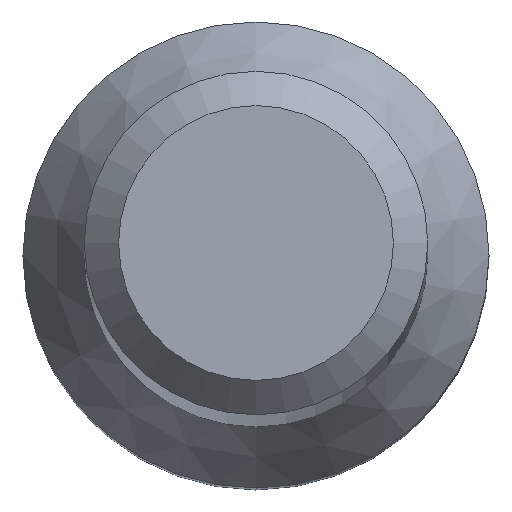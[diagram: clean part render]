
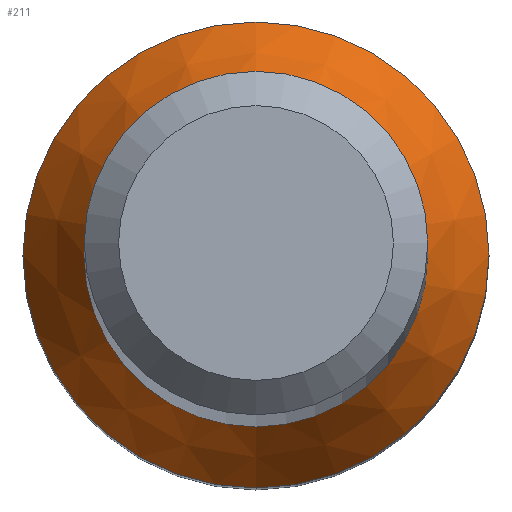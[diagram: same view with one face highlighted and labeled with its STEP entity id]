
A CAD part, top view. The second image highlights one B-rep face of the part: STEP entity #211.
In plain terms, the highlighted conical face has half-angle 30 degrees and reference radius 2.035 mm.
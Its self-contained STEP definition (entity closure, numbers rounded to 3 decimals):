
#13 = ORIENTED_EDGE ( 'NONE', *, *, #90, .T. ) ;
#20 = CIRCLE ( 'NONE', #283, 2.035 ) ;
#22 = DIRECTION ( 'NONE',  ( 0., 0., -1. ) ) ;
#57 = EDGE_CURVE ( 'NONE', #258, #258, #20, .T. ) ;
#75 = DIRECTION ( 'NONE',  ( 0., 1., 0. ) ) ;
#80 = CARTESIAN_POINT ( 'NONE',  ( 0., 0., 10.927 ) ) ;
#82 = DIRECTION ( 'NONE',  ( 0., 1., 0. ) ) ;
#90 = EDGE_CURVE ( 'NONE', #260, #260, #296, .T. ) ;
#96 = EDGE_LOOP ( 'NONE', ( #110 ) ) ;
#110 = ORIENTED_EDGE ( 'NONE', *, *, #57, .F. ) ;
#112 = AXIS2_PLACEMENT_3D ( 'NONE', #158, #22, #113 ) ;
#113 = DIRECTION ( 'NONE',  ( 0., 1., 0. ) ) ;
#121 = CARTESIAN_POINT ( 'NONE',  ( 0., 0., 10. ) ) ;
#126 = EDGE_LOOP ( 'NONE', ( #13 ) ) ;
#140 = CARTESIAN_POINT ( 'NONE',  ( 0., 1.5, 10.927 ) ) ;
#158 = CARTESIAN_POINT ( 'NONE',  ( 0., 0., 10. ) ) ;
#173 = DIRECTION ( 'NONE',  ( 0., 0., -1. ) ) ;
#184 = AXIS2_PLACEMENT_3D ( 'NONE', #80, #268, #82 ) ;
#211 = ADVANCED_FACE ( 'NONE', ( #257, #277 ), #301, .T. ) ;
#257 = FACE_BOUND ( 'NONE', #126, .T. ) ;
#258 = VERTEX_POINT ( 'NONE', #282 ) ;
#260 = VERTEX_POINT ( 'NONE', #140 ) ;
#268 = DIRECTION ( 'NONE',  ( 0., 0., -1. ) ) ;
#277 = FACE_OUTER_BOUND ( 'NONE', #96, .T. ) ;
#282 = CARTESIAN_POINT ( 'NONE',  ( 0., 2.035, 10. ) ) ;
#283 = AXIS2_PLACEMENT_3D ( 'NONE', #121, #173, #75 ) ;
#296 = CIRCLE ( 'NONE', #184, 1.5 ) ;
#301 = CONICAL_SURFACE ( 'NONE', #112, 2.035, 0.524 ) ;
